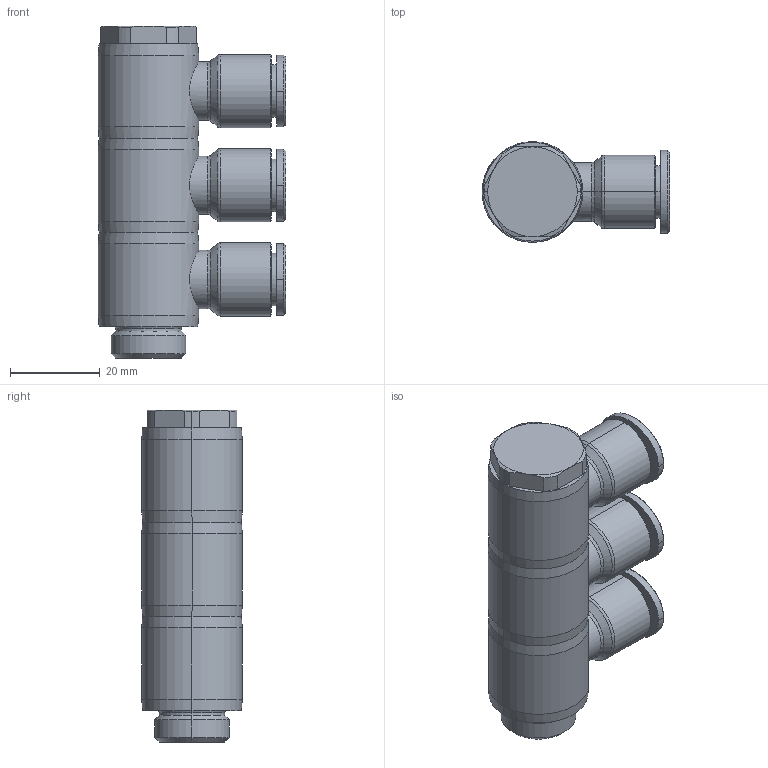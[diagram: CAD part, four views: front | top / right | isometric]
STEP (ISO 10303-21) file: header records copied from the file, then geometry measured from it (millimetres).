
FILE_DESCRIPTION((''),'2;1');
FILE_NAME('GPH_10G03(3)(3D).stp','2012-12-20T18:47:29',(''),(''),'Mechanical Desktop.R8.0.24.0','Mechanical Desktop.R8.0.24.0',', , ');
FILE_SCHEMA(('CONFIG_CONTROL_DESIGN'));
Length unit declared in the file: millimetre
Products named in the file (2): GPH_10G03(3)(3D); 睡ヶ1
Assembly tree (1 placements, depth 2):
  GPH_10G03(3)(3D)
    睡ヶ1
Bounding box: 41.8 x 22.4 x 74 mm (x, y, z)
Volume: 26999.6 mm3; surface area: 21237.9 mm2
Topology: 1 solids, 1 shells, 1309 faces, 3689 edges, 2427 vertices
Faces by surface type: plane 1152, cone 66, cylinder 55, bspline 30, torus 6
Entity records: 43043 total; most frequent: CARTESIAN_POINT 9183, ORIENTED_EDGE 7374, DIRECTION 6368, EDGE_CURVE 3687, VECTOR 3436, LINE 3436, VERTEX_POINT 2427, AXIS2_PLACEMENT_3D 1466
